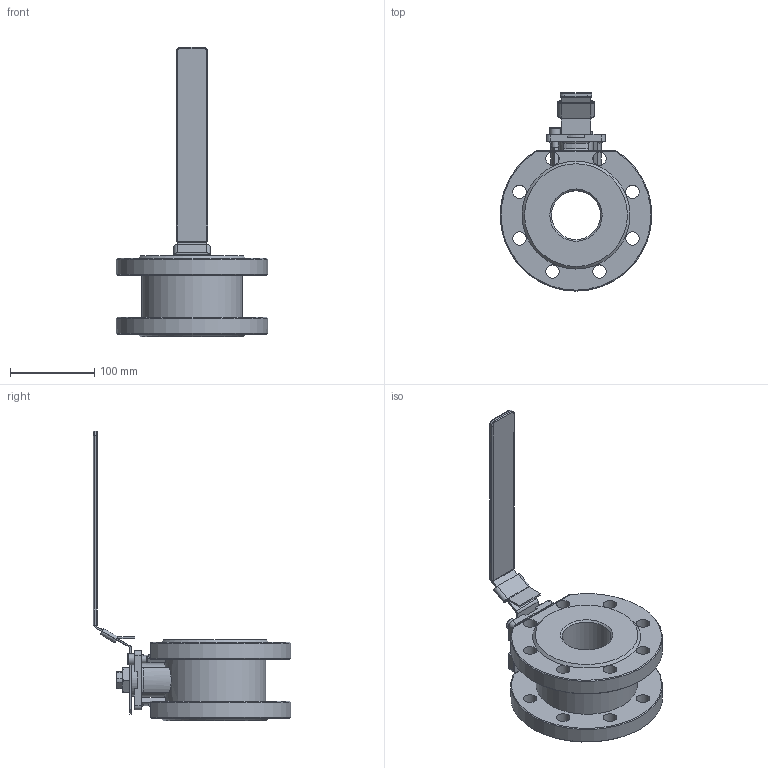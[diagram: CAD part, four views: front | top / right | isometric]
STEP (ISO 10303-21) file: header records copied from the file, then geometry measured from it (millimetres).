
FILE_DESCRIPTION(/* description */ (''),/* implementation_level */ '2;1');
FILE_NAME(/* name */ 'DN65_3D_STEP.stp',/* time_stamp */ '2024-01-17T14:40:57+03:00',/* author */ ('igorr'),/* organization */ (''),/* preprocessor_version */ 'ST-DEVELOPER v19.2',/* originating_system */ 'Autodesk Inventor 2023',/* authorisation */ '');
FILE_SCHEMA (('AUTOMOTIVE_DESIGN { 1 0 10303 214 3 1 1 }'));
Length unit declared in the file: millimetre
Products named in the file (5): Сборка; Деталь1; Деталь6; AS 1420 - 1973 - M8 x 16; BS 3692 - M20
Assembly tree (4 placements, depth 2):
  Сборка
    Деталь1
    Деталь6
    AS 1420 - 1973 - M8 x 16
    BS 3692 - M20
Bounding box: 179.99 x 234.61 x 343.58 mm (x, y, z)
Volume: 1458323.1 mm3; surface area: 197140.6 mm2
Topology: 5 solids, 5 shells, 331 faces, 826 edges, 518 vertices
Faces by surface type: plane 174, cylinder 90, cone 24, bspline 23, torus 20
Full cylindrical faces by diameter (mm): 5 x1, 8 x1, 9 x4, 13 x1, 16 x16, 17.294 x1, 20 x1, 38 x1, 40 x1, 45 x1, 58 x1, 120 x1
Entity records: 10655 total; most frequent: CARTESIAN_POINT 2285, ORIENTED_EDGE 1650, DIRECTION 1620, EDGE_CURVE 825, AXIS2_PLACEMENT_3D 577, VERTEX_POINT 518, LINE 466, VECTOR 466
